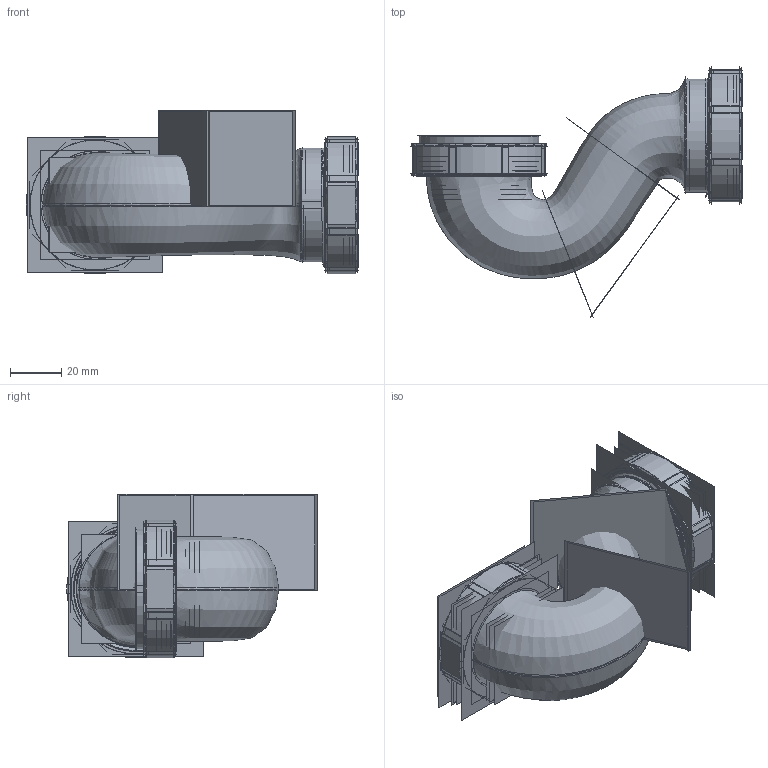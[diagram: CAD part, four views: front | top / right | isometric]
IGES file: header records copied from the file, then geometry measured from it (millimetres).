
Start section:  PTC IGES file: cw3-sl6617-00_asm.igs
Global section: file name: cw3-sl6617-00_asm.igs; native system: Creo Elements/Pro by Parametric Technology Corporation; preprocessor: 2011080; author: Administrator; organization: Unknown; date: 20140910.101339; units: millimetre
Bounding box: 130.08 x 98.11 x 64.17 mm (x, y, z)
Surface area: 226099.6 mm2 (no closed solid volume)
Topology: 0 solids, 0 shells, 394 faces, 5308 edges, 6984 vertices
Faces by surface type: revolution 256, bspline 138
